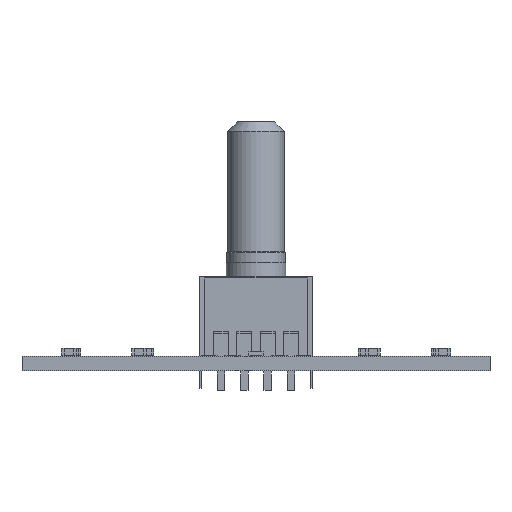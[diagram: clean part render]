
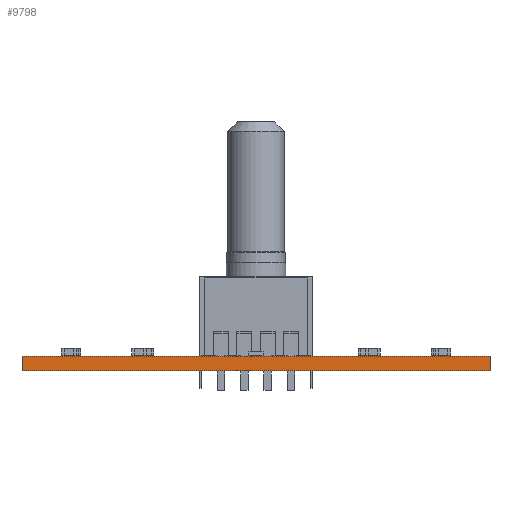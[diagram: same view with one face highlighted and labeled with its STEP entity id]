
A CAD part, front view. The second image highlights one B-rep face of the part: STEP entity #9798.
In plain terms, the highlighted planar face has unit normal (0, -1, 0).
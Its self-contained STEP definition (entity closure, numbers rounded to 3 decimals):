
#9798 = ADVANCED_FACE('',(#9799),#9813,.T.);
#9799 = FACE_BOUND('',#9800,.T.);
#9800 = EDGE_LOOP('',(#9801,#9836,#9864,#9892));
#9801 = ORIENTED_EDGE('',*,*,#9802,.T.);
#9802 = EDGE_CURVE('',#9803,#9805,#9807,.T.);
#9803 = VERTEX_POINT('',#9804);
#9804 = CARTESIAN_POINT('',(50.,-100.,0.));
#9805 = VERTEX_POINT('',#9806);
#9806 = CARTESIAN_POINT('',(50.,-100.,1.58));
#9807 = SURFACE_CURVE('',#9808,(#9812,#9824),.PCURVE_S1.);
#9808 = LINE('',#9809,#9810);
#9809 = CARTESIAN_POINT('',(50.,-100.,0.));
#9810 = VECTOR('',#9811,1.);
#9811 = DIRECTION('',(0.,0.,1.));
#9812 = PCURVE('',#9813,#9818);
#9813 = PLANE('',#9814);
#9814 = AXIS2_PLACEMENT_3D('',#9815,#9816,#9817);
#9815 = CARTESIAN_POINT('',(50.,-100.,0.));
#9816 = DIRECTION('',(0.,-1.,0.));
#9817 = DIRECTION('',(-1.,0.,0.));
#9818 = DEFINITIONAL_REPRESENTATION('',(#9819),#9823);
#9819 = LINE('',#9820,#9821);
#9820 = CARTESIAN_POINT('',(0.,-0.));
#9821 = VECTOR('',#9822,1.);
#9822 = DIRECTION('',(0.,-1.));
#9823 = ( GEOMETRIC_REPRESENTATION_CONTEXT(2) 
PARAMETRIC_REPRESENTATION_CONTEXT() REPRESENTATION_CONTEXT('2D SPACE',''
  ) );
#9824 = PCURVE('',#9825,#9830);
#9825 = PLANE('',#9826);
#9826 = AXIS2_PLACEMENT_3D('',#9827,#9828,#9829);
#9827 = CARTESIAN_POINT('',(50.,-0.,0.));
#9828 = DIRECTION('',(1.,0.,-0.));
#9829 = DIRECTION('',(0.,-1.,0.));
#9830 = DEFINITIONAL_REPRESENTATION('',(#9831),#9835);
#9831 = LINE('',#9832,#9833);
#9832 = CARTESIAN_POINT('',(100.,0.));
#9833 = VECTOR('',#9834,1.);
#9834 = DIRECTION('',(0.,-1.));
#9835 = ( GEOMETRIC_REPRESENTATION_CONTEXT(2) 
PARAMETRIC_REPRESENTATION_CONTEXT() REPRESENTATION_CONTEXT('2D SPACE',''
  ) );
#9836 = ORIENTED_EDGE('',*,*,#9837,.T.);
#9837 = EDGE_CURVE('',#9805,#9838,#9840,.T.);
#9838 = VERTEX_POINT('',#9839);
#9839 = CARTESIAN_POINT('',(0.,-100.,1.58));
#9840 = SURFACE_CURVE('',#9841,(#9845,#9852),.PCURVE_S1.);
#9841 = LINE('',#9842,#9843);
#9842 = CARTESIAN_POINT('',(50.,-100.,1.58));
#9843 = VECTOR('',#9844,1.);
#9844 = DIRECTION('',(-1.,0.,0.));
#9845 = PCURVE('',#9813,#9846);
#9846 = DEFINITIONAL_REPRESENTATION('',(#9847),#9851);
#9847 = LINE('',#9848,#9849);
#9848 = CARTESIAN_POINT('',(0.,-1.58));
#9849 = VECTOR('',#9850,1.);
#9850 = DIRECTION('',(1.,0.));
#9851 = ( GEOMETRIC_REPRESENTATION_CONTEXT(2) 
PARAMETRIC_REPRESENTATION_CONTEXT() REPRESENTATION_CONTEXT('2D SPACE',''
  ) );
#9852 = PCURVE('',#9853,#9858);
#9853 = PLANE('',#9854);
#9854 = AXIS2_PLACEMENT_3D('',#9855,#9856,#9857);
#9855 = CARTESIAN_POINT('',(25.,-50.,1.58));
#9856 = DIRECTION('',(-0.,-0.,-1.));
#9857 = DIRECTION('',(-1.,0.,0.));
#9858 = DEFINITIONAL_REPRESENTATION('',(#9859),#9863);
#9859 = LINE('',#9860,#9861);
#9860 = CARTESIAN_POINT('',(-25.,-50.));
#9861 = VECTOR('',#9862,1.);
#9862 = DIRECTION('',(1.,0.));
#9863 = ( GEOMETRIC_REPRESENTATION_CONTEXT(2) 
PARAMETRIC_REPRESENTATION_CONTEXT() REPRESENTATION_CONTEXT('2D SPACE',''
  ) );
#9864 = ORIENTED_EDGE('',*,*,#9865,.F.);
#9865 = EDGE_CURVE('',#9866,#9838,#9868,.T.);
#9866 = VERTEX_POINT('',#9867);
#9867 = CARTESIAN_POINT('',(0.,-100.,0.));
#9868 = SURFACE_CURVE('',#9869,(#9873,#9880),.PCURVE_S1.);
#9869 = LINE('',#9870,#9871);
#9870 = CARTESIAN_POINT('',(0.,-100.,0.));
#9871 = VECTOR('',#9872,1.);
#9872 = DIRECTION('',(0.,0.,1.));
#9873 = PCURVE('',#9813,#9874);
#9874 = DEFINITIONAL_REPRESENTATION('',(#9875),#9879);
#9875 = LINE('',#9876,#9877);
#9876 = CARTESIAN_POINT('',(50.,0.));
#9877 = VECTOR('',#9878,1.);
#9878 = DIRECTION('',(0.,-1.));
#9879 = ( GEOMETRIC_REPRESENTATION_CONTEXT(2) 
PARAMETRIC_REPRESENTATION_CONTEXT() REPRESENTATION_CONTEXT('2D SPACE',''
  ) );
#9880 = PCURVE('',#9881,#9886);
#9881 = PLANE('',#9882);
#9882 = AXIS2_PLACEMENT_3D('',#9883,#9884,#9885);
#9883 = CARTESIAN_POINT('',(0.,-100.,0.));
#9884 = DIRECTION('',(-1.,0.,0.));
#9885 = DIRECTION('',(0.,1.,0.));
#9886 = DEFINITIONAL_REPRESENTATION('',(#9887),#9891);
#9887 = LINE('',#9888,#9889);
#9888 = CARTESIAN_POINT('',(0.,0.));
#9889 = VECTOR('',#9890,1.);
#9890 = DIRECTION('',(0.,-1.));
#9891 = ( GEOMETRIC_REPRESENTATION_CONTEXT(2) 
PARAMETRIC_REPRESENTATION_CONTEXT() REPRESENTATION_CONTEXT('2D SPACE',''
  ) );
#9892 = ORIENTED_EDGE('',*,*,#9893,.F.);
#9893 = EDGE_CURVE('',#9803,#9866,#9894,.T.);
#9894 = SURFACE_CURVE('',#9895,(#9899,#9906),.PCURVE_S1.);
#9895 = LINE('',#9896,#9897);
#9896 = CARTESIAN_POINT('',(50.,-100.,0.));
#9897 = VECTOR('',#9898,1.);
#9898 = DIRECTION('',(-1.,0.,0.));
#9899 = PCURVE('',#9813,#9900);
#9900 = DEFINITIONAL_REPRESENTATION('',(#9901),#9905);
#9901 = LINE('',#9902,#9903);
#9902 = CARTESIAN_POINT('',(0.,-0.));
#9903 = VECTOR('',#9904,1.);
#9904 = DIRECTION('',(1.,0.));
#9905 = ( GEOMETRIC_REPRESENTATION_CONTEXT(2) 
PARAMETRIC_REPRESENTATION_CONTEXT() REPRESENTATION_CONTEXT('2D SPACE',''
  ) );
#9906 = PCURVE('',#9907,#9912);
#9907 = PLANE('',#9908);
#9908 = AXIS2_PLACEMENT_3D('',#9909,#9910,#9911);
#9909 = CARTESIAN_POINT('',(25.,-50.,0.));
#9910 = DIRECTION('',(-0.,-0.,-1.));
#9911 = DIRECTION('',(-1.,0.,0.));
#9912 = DEFINITIONAL_REPRESENTATION('',(#9913),#9917);
#9913 = LINE('',#9914,#9915);
#9914 = CARTESIAN_POINT('',(-25.,-50.));
#9915 = VECTOR('',#9916,1.);
#9916 = DIRECTION('',(1.,0.));
#9917 = ( GEOMETRIC_REPRESENTATION_CONTEXT(2) 
PARAMETRIC_REPRESENTATION_CONTEXT() REPRESENTATION_CONTEXT('2D SPACE',''
  ) );
